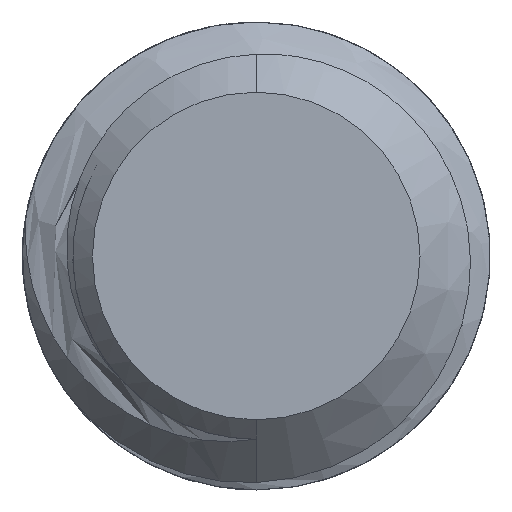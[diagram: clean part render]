
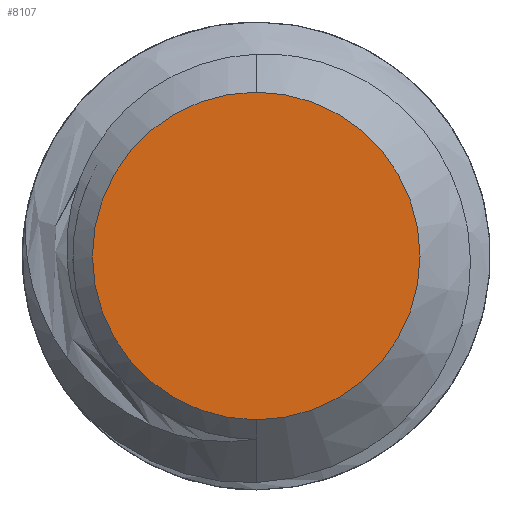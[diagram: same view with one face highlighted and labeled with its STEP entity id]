
A CAD part, left-side view. The second image highlights one B-rep face of the part: STEP entity #8107.
In plain terms, the highlighted planar face has unit normal (-1, 0, 0).
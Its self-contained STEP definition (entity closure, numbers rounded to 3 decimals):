
#277 = CARTESIAN_POINT ( 'NONE',  ( -12.5, 0., 0. ) ) ;
#559 = CARTESIAN_POINT ( 'NONE',  ( -12.5, 0., -1.05 ) ) ;
#906 = FACE_OUTER_BOUND ( 'NONE', #9140, .T. ) ;
#1146 = CIRCLE ( 'NONE', #4304, 1.05 ) ;
#1521 = CARTESIAN_POINT ( 'NONE',  ( -12.5, 0., 0. ) ) ;
#1649 = DIRECTION ( 'NONE',  ( 0., 0., -1. ) ) ;
#2943 = PLANE ( 'NONE',  #3547 ) ;
#3547 = AXIS2_PLACEMENT_3D ( 'NONE', #1521, #7453, #8170 ) ;
#4188 = VERTEX_POINT ( 'NONE', #8317 ) ;
#4224 = DIRECTION ( 'NONE',  ( -1., 0., 0. ) ) ;
#4304 = AXIS2_PLACEMENT_3D ( 'NONE', #5690, #4224, #5552 ) ;
#5001 = EDGE_CURVE ( 'NONE', #4188, #7965, #1146, .T. ) ;
#5552 = DIRECTION ( 'NONE',  ( 0., 0., -1. ) ) ;
#5690 = CARTESIAN_POINT ( 'NONE',  ( -12.5, 0., 0. ) ) ;
#6177 = DIRECTION ( 'NONE',  ( -1., 0., 0. ) ) ;
#6625 = ORIENTED_EDGE ( 'NONE', *, *, #5001, .T. ) ;
#6981 = CIRCLE ( 'NONE', #7721, 1.05 ) ;
#7405 = EDGE_CURVE ( 'NONE', #7965, #4188, #6981, .T. ) ;
#7453 = DIRECTION ( 'NONE',  ( 1., 0., 0. ) ) ;
#7721 = AXIS2_PLACEMENT_3D ( 'NONE', #277, #6177, #1649 ) ;
#7965 = VERTEX_POINT ( 'NONE', #559 ) ;
#8107 = ADVANCED_FACE ( 'NONE', ( #906 ), #2943, .F. ) ;
#8170 = DIRECTION ( 'NONE',  ( 0., 0., -1. ) ) ;
#8233 = ORIENTED_EDGE ( 'NONE', *, *, #7405, .T. ) ;
#8317 = CARTESIAN_POINT ( 'NONE',  ( -12.5, 0., 1.05 ) ) ;
#9140 = EDGE_LOOP ( 'NONE', ( #8233, #6625 ) ) ;
